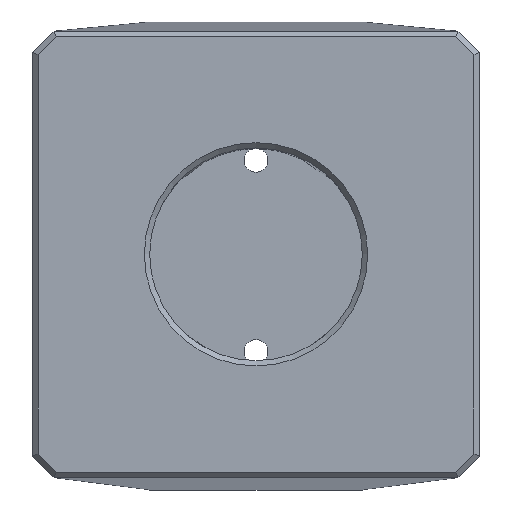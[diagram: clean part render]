
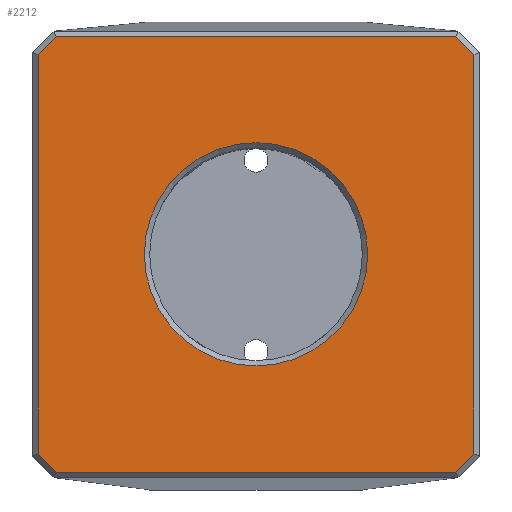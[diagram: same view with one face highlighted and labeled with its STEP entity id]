
A CAD part, top view. The second image highlights one B-rep face of the part: STEP entity #2212.
In plain terms, the highlighted planar face has unit normal (0, 0, 1).
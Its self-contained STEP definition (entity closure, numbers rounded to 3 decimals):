
#56=FACE_BOUND('',#477,.T.);
#224=PLANE('',#2421);
#347=FACE_OUTER_BOUND('',#476,.T.);
#476=EDGE_LOOP('',(#2030,#2031,#2032,#2033,#2034,#2035,#2036,#2037));
#477=EDGE_LOOP('',(#2038));
#556=CIRCLE('',#2402,10.5);
#680=LINE('',#4858,#834);
#684=LINE('',#4865,#838);
#686=LINE('',#4869,#840);
#688=LINE('',#4873,#842);
#691=LINE('',#4879,#845);
#703=LINE('',#5027,#857);
#705=LINE('',#5031,#859);
#708=LINE('',#5036,#862);
#834=VECTOR('',#2874,10.);
#838=VECTOR('',#2880,10.);
#840=VECTOR('',#2884,10.);
#842=VECTOR('',#2888,10.);
#845=VECTOR('',#2893,10.);
#857=VECTOR('',#2929,10.);
#859=VECTOR('',#2933,10.);
#862=VECTOR('',#2938,10.);
#1053=VERTEX_POINT('',#4852);
#1054=VERTEX_POINT('',#4856);
#1055=VERTEX_POINT('',#4857);
#1057=VERTEX_POINT('',#4864);
#1058=VERTEX_POINT('',#4868);
#1059=VERTEX_POINT('',#4872);
#1061=VERTEX_POINT('',#4878);
#1071=VERTEX_POINT('',#5026);
#1072=VERTEX_POINT('',#5030);
#1361=EDGE_CURVE('',#1053,#1053,#556,.T.);
#1363=EDGE_CURVE('',#1054,#1055,#680,.T.);
#1367=EDGE_CURVE('',#1055,#1057,#684,.T.);
#1369=EDGE_CURVE('',#1057,#1058,#686,.T.);
#1371=EDGE_CURVE('',#1058,#1059,#688,.T.);
#1374=EDGE_CURVE('',#1059,#1061,#691,.T.);
#1395=EDGE_CURVE('',#1061,#1071,#703,.T.);
#1397=EDGE_CURVE('',#1072,#1054,#705,.T.);
#1400=EDGE_CURVE('',#1071,#1072,#708,.T.);
#2030=ORIENTED_EDGE('',*,*,#1400,.F.);
#2031=ORIENTED_EDGE('',*,*,#1395,.F.);
#2032=ORIENTED_EDGE('',*,*,#1374,.F.);
#2033=ORIENTED_EDGE('',*,*,#1371,.F.);
#2034=ORIENTED_EDGE('',*,*,#1369,.F.);
#2035=ORIENTED_EDGE('',*,*,#1367,.F.);
#2036=ORIENTED_EDGE('',*,*,#1363,.F.);
#2037=ORIENTED_EDGE('',*,*,#1397,.F.);
#2038=ORIENTED_EDGE('',*,*,#1361,.F.);
#2212=ADVANCED_FACE('',(#347,#56),#224,.T.);
#2402=AXIS2_PLACEMENT_3D('',#4853,#2869,#2870);
#2421=AXIS2_PLACEMENT_3D('',#5035,#2936,#2937);
#2869=DIRECTION('center_axis',(0.,0.,1.));
#2870=DIRECTION('ref_axis',(-1.,0.,0.));
#2874=DIRECTION('',(-1.,0.,0.));
#2880=DIRECTION('',(-0.707,0.707,0.));
#2884=DIRECTION('',(0.,1.,0.));
#2888=DIRECTION('',(0.707,0.707,0.));
#2893=DIRECTION('',(1.,0.,0.));
#2929=DIRECTION('',(0.707,-0.707,0.));
#2933=DIRECTION('',(-0.707,-0.707,0.));
#2936=DIRECTION('center_axis',(0.,0.,1.));
#2937=DIRECTION('ref_axis',(1.,0.,0.));
#2938=DIRECTION('',(0.,-1.,0.));
#4852=CARTESIAN_POINT('',(10.5,17.,99.));
#4853=CARTESIAN_POINT('Origin',(0.,17.,99.));
#4856=CARTESIAN_POINT('',(18.793,-3.5,99.));
#4857=CARTESIAN_POINT('',(-18.793,-3.5,99.));
#4858=CARTESIAN_POINT('',(-10.5,-3.5,99.));
#4864=CARTESIAN_POINT('',(-20.5,-1.793,99.));
#4865=CARTESIAN_POINT('',(-19.646,-2.646,99.));
#4868=CARTESIAN_POINT('',(-20.5,35.793,99.));
#4869=CARTESIAN_POINT('',(-20.5,27.5,99.));
#4872=CARTESIAN_POINT('',(-18.793,37.5,99.));
#4873=CARTESIAN_POINT('',(-19.646,36.646,99.));
#4878=CARTESIAN_POINT('',(18.793,37.5,99.));
#4879=CARTESIAN_POINT('',(10.5,37.5,99.));
#5026=CARTESIAN_POINT('',(20.5,35.793,99.));
#5027=CARTESIAN_POINT('',(19.646,36.646,99.));
#5030=CARTESIAN_POINT('',(20.5,-1.793,99.));
#5031=CARTESIAN_POINT('',(19.646,-2.646,99.));
#5035=CARTESIAN_POINT('Origin',(0.,17.,99.));
#5036=CARTESIAN_POINT('',(20.5,6.5,99.));
